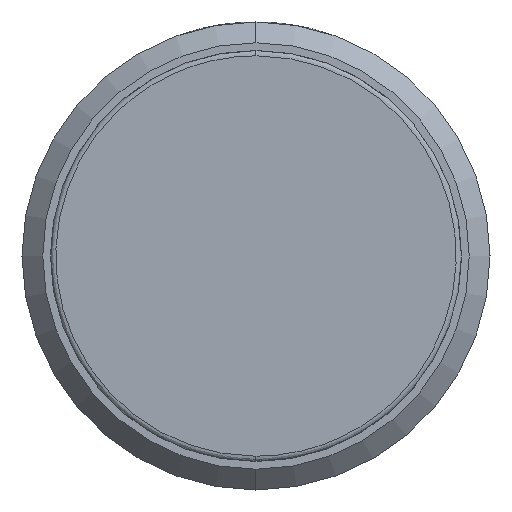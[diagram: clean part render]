
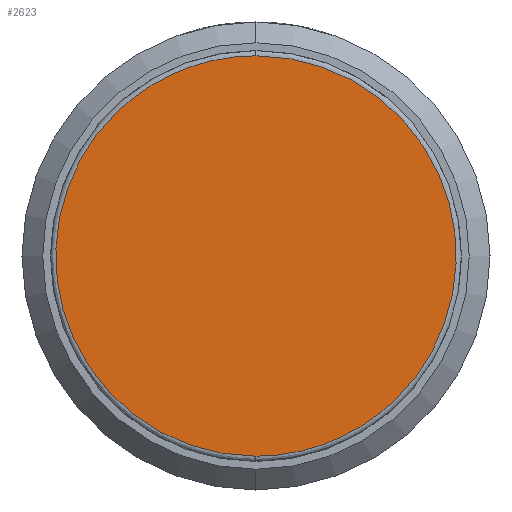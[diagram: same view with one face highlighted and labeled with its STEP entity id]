
A CAD part, left-side view. The second image highlights one B-rep face of the part: STEP entity #2623.
In plain terms, the highlighted planar face has unit normal (-1, 0, 0).
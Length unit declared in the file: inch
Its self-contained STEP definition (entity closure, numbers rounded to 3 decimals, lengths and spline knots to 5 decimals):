
#4 = CARTESIAN_POINT ( 'NONE',  ( -0.3189, 0.6063, -0.30315 ) ) ;
#33 = ORIENTED_EDGE ( 'NONE', *, *, #955, .F. ) ;
#428 = CARTESIAN_POINT ( 'NONE',  ( -0.3189, 0., 0. ) ) ;
#663 = CARTESIAN_POINT ( 'NONE',  ( -0.3189, -0.6063, 0.30315 ) ) ;
#677 = CARTESIAN_POINT ( 'NONE',  ( -0.3189, 0., 0.30315 ) ) ;
#854 =( BOUNDED_CURVE ( )  B_SPLINE_CURVE ( 3, ( #2104, #4, #1070, #1844 ),
 .UNSPECIFIED., .F., .F. ) 
 B_SPLINE_CURVE_WITH_KNOTS ( ( 4, 4 ),
 ( 0.5, 1. ),
 .UNSPECIFIED. ) 
 CURVE ( )  GEOMETRIC_REPRESENTATION_ITEM ( )  RATIONAL_B_SPLINE_CURVE ( ( 1., 0.333, 0.333, 1. ) ) 
 REPRESENTATION_ITEM ( '' )  );
#893 = FACE_OUTER_BOUND ( 'NONE', #2504, .T. ) ;
#955 = EDGE_CURVE ( 'NONE', #2843, #1788, #2258, .T. ) ;
#973 = AXIS2_PLACEMENT_3D ( 'NONE', #428, #1523, #2304 ) ;
#1070 = CARTESIAN_POINT ( 'NONE',  ( -0.3189, 0.6063, 0.30315 ) ) ;
#1207 = CARTESIAN_POINT ( 'NONE',  ( -0.3189, -0.6063, -0.30315 ) ) ;
#1523 = DIRECTION ( 'NONE',  ( -1., 0., 0. ) ) ;
#1556 = CARTESIAN_POINT ( 'NONE',  ( -0.3189, 0., 0.30315 ) ) ;
#1788 = VERTEX_POINT ( 'NONE', #3365 ) ;
#1844 = CARTESIAN_POINT ( 'NONE',  ( -0.3189, 0., 0.30315 ) ) ;
#1917 = EDGE_CURVE ( 'NONE', #1788, #2843, #854, .T. ) ;
#2104 = CARTESIAN_POINT ( 'NONE',  ( -0.3189, 0., -0.30315 ) ) ;
#2258 =( BOUNDED_CURVE ( )  B_SPLINE_CURVE ( 3, ( #677, #663, #1207, #3096 ),
 .UNSPECIFIED., .F., .F. ) 
 B_SPLINE_CURVE_WITH_KNOTS ( ( 4, 4 ),
 ( 0., 0.5 ),
 .UNSPECIFIED. ) 
 CURVE ( )  GEOMETRIC_REPRESENTATION_ITEM ( )  RATIONAL_B_SPLINE_CURVE ( ( 1., 0.333, 0.333, 1. ) ) 
 REPRESENTATION_ITEM ( '' )  );
#2304 = DIRECTION ( 'NONE',  ( 0., 0., 1. ) ) ;
#2504 = EDGE_LOOP ( 'NONE', ( #33, #3486 ) ) ;
#2623 = ADVANCED_FACE ( 'NONE', ( #893 ), #2804, .T. ) ;
#2804 = PLANE ( 'NONE',  #973 ) ;
#2843 = VERTEX_POINT ( 'NONE', #1556 ) ;
#3096 = CARTESIAN_POINT ( 'NONE',  ( -0.3189, 0., -0.30315 ) ) ;
#3365 = CARTESIAN_POINT ( 'NONE',  ( -0.3189, 0., -0.30315 ) ) ;
#3486 = ORIENTED_EDGE ( 'NONE', *, *, #1917, .F. ) ;
